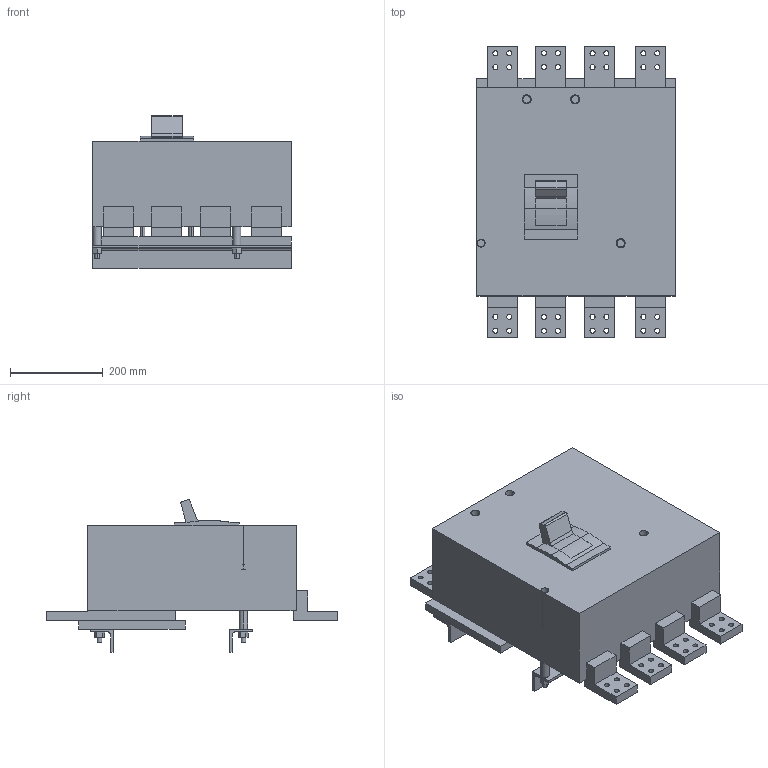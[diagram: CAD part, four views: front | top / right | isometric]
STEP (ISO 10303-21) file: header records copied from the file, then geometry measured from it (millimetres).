
FILE_DESCRIPTION(('CoCreate Modeling STEP Export'),'2;1');
FILE_NAME('ＸＳ２０００ＮＥ４Ｆ.stp','2016-03-31T13:32:05',(''),(''),'CoCreate Modeling STEP processor for AP214 (Solid Model)','CoCreate Modeling 17.0 01-Apr-2010 (C) Parametric Technology GmbH','');
FILE_SCHEMA(('AUTOMOTIVE_DESIGN { 1 0 10303 214 1 1 1 1 }'));
Length unit declared in the file: millimetre
Products named in the file (10): p5; p3.1; p2; p4.1; p4.2; p3; p4.3; p4; p1; ＸＳ２０００ＮＥ４Ｆ
Assembly tree (12 placements, depth 2):
  ＸＳ２０００ＮＥ４Ｆ
    p5  x4
    p1
    p4
    p4.3
    p3
    p4.2
    p4.1
    p2
    p3.1
Bounding box: 429.53 x 630 x 329.83 mm (x, y, z)
Volume: 40389369.5 mm3; surface area: 1393904.7 mm2
Topology: 12 solids, 12 shells, 280 faces, 734 edges, 488 vertices
Faces by surface type: plane 150, cylinder 130
Entity records: 8792 total; most frequent: ORIENTED_EDGE 1396, CARTESIAN_POINT 1246, DIRECTION 1117, EDGE_CURVE 698, VERTEX_POINT 464, VECTOR 447, LINE 447, EDGE_LOOP 358
